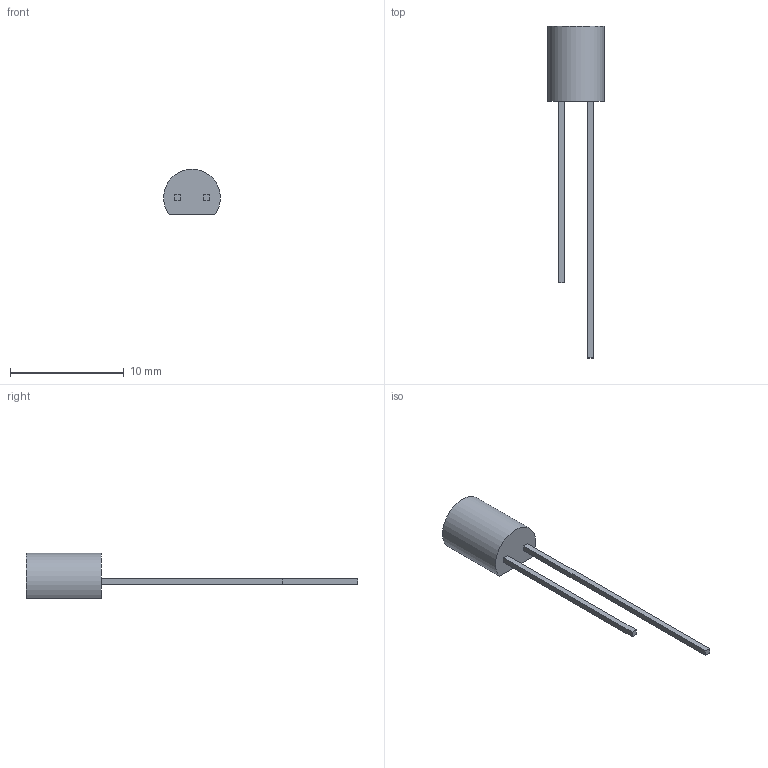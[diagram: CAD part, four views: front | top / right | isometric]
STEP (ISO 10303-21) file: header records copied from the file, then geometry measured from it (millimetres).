
FILE_DESCRIPTION (( 'STEP AP214' ), '1' );
FILE_NAME ('LTR-516AD.STEP', '2025-06-12T17:03:49', ( '' ), ( '' ), 'SwSTEP 2.0', 'SolidWorks 2024', '' );
FILE_SCHEMA (( 'AUTOMOTIVE_DESIGN' ));
Length unit declared in the file: millimetre
Products named in the file (1): LTR-516AD
Bounding box: 5 x 29.2 x 4 mm (x, y, z)
Volume: 120.8 mm3; surface area: 211.4 mm2
Topology: 3 solids, 3 shells, 16 faces, 30 edges, 20 vertices
Faces by surface type: plane 15, cylinder 1
Entity records: 613 total; most frequent: CARTESIAN_POINT 67, DIRECTION 66, ORIENTED_EDGE 60, EDGE_CURVE 30, VECTOR 28, LINE 28, VERTEX_POINT 20, UNCERTAINTY_MEASURE_WITH_UNIT 20
